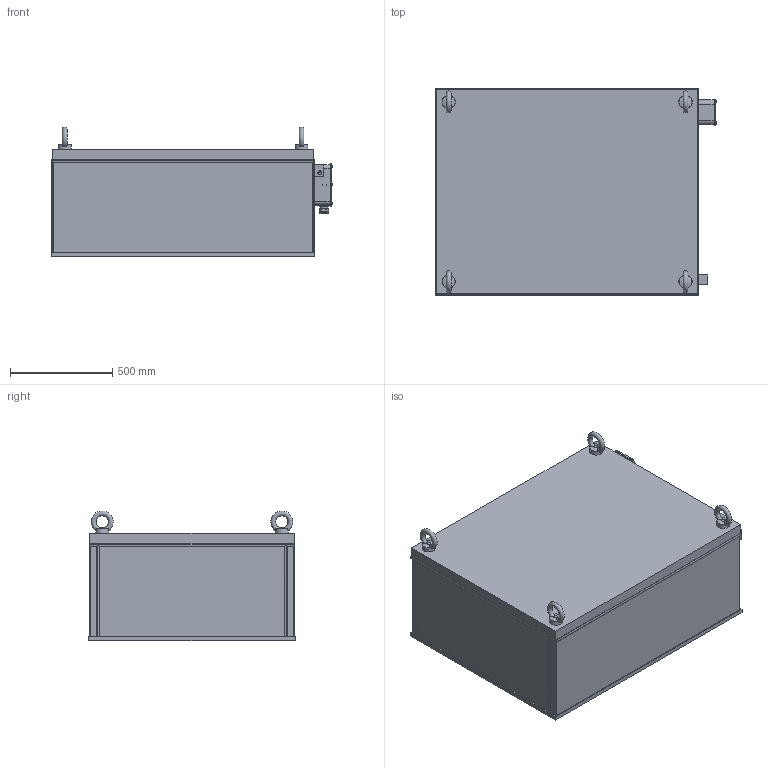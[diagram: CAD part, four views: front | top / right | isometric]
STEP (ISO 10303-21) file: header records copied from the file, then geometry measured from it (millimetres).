
FILE_DESCRIPTION(/* description */ ('RBE-EP9-100x128-130-A-NA','CAx-IF Rec.Pracs.---Representation and Presentation of Product Manufacturing Information (PMI)---4.0---2014-10-13'),/* implementation_level */ '2;1');
FILE_NAME(/* name */ 'SEBM070001.stp',/* time_stamp */ '2020-06-23T17:41:24+02:00',/* author */ ('tt'),/* organization */ (''),/* preprocessor_version */ 'ST-DEVELOPER v17.2',/* originating_system */ 'Autodesk Inventor 2019',/* authorisation */ '');
FILE_SCHEMA (('AP242_MANAGED_MODEL_BASED_3D_ENGINEERING_MIM_LF { 1 0 10303 442 1 1 4 }'));
Products named in the file (1): SEBM070001
Bounding box: 1377.5 x 1010 x 636.8 mm (x, y, z)
Volume: 659080557.6 mm3; surface area: 5642049.7 mm2
Topology: 1 solids, 29 shells, 1533 faces, 4234 edges, 2718 vertices
Faces by surface type: plane 780, cylinder 449, cone 271, torus 29, sphere 4
Full cylindrical faces by diameter (mm): 4.2 x6, 5 x6, 5.3 x6, 6.5 x1, 6.75 x4, 6.88 x6, 8 x4, 8.4 x4, 9 x4, 10 x6, 10.25 x18, 11.63 x4, 12 x10, 12.5 x3, 13 x9, 13.5 x24, 16 x4, 17 x3, 20 x28, 20.5 x4, 24 x2, 25 x1, 25.706 x4, 26 x1, 26.5 x8, 30 x1, 37 x2, 42 x1
Entity records: 60995 total; most frequent: CARTESIAN_POINT 20213, DIRECTION 9219, ORIENTED_EDGE 8406, EDGE_CURVE 4203, AXIS2_PLACEMENT_3D 3837, VERTEX_POINT 2718, EDGE_LOOP 1707, LINE 1545
